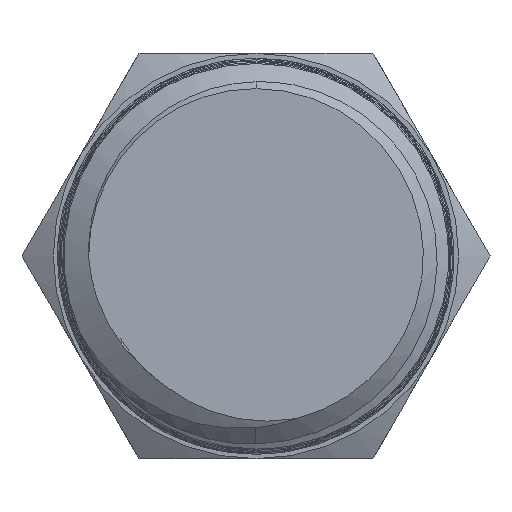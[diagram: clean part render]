
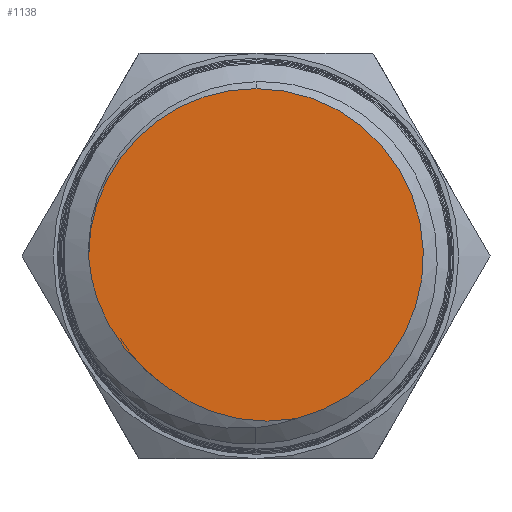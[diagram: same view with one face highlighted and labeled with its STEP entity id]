
A CAD part, front view. The second image highlights one B-rep face of the part: STEP entity #1138.
In plain terms, the highlighted planar face has unit normal (0, -1, 0).
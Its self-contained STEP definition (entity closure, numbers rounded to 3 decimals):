
#1 = CARTESIAN_POINT ( 'NONE',  ( -5.051, 0., -2.442 ) ) ;
#22 = CARTESIAN_POINT ( 'NONE',  ( -2.896, 0., -4.65 ) ) ;
#49 = CARTESIAN_POINT ( 'NONE',  ( 0., 0., 0. ) ) ;
#128 = AXIS2_PLACEMENT_3D ( 'NONE', #512, #3112, #2697 ) ;
#197 = ORIENTED_EDGE ( 'NONE', *, *, #1827, .T. ) ;
#245 = CARTESIAN_POINT ( 'NONE',  ( -1.23, 0., -5.473 ) ) ;
#270 = AXIS2_PLACEMENT_3D ( 'NONE', #754, #769, #801 ) ;
#303 = VERTEX_POINT ( 'NONE', #3603 ) ;
#314 = CARTESIAN_POINT ( 'NONE',  ( -3.268, 0., -4.419 ) ) ;
#415 = CARTESIAN_POINT ( 'NONE',  ( -3.611, 0., -4.143 ) ) ;
#425 = B_SPLINE_CURVE_WITH_KNOTS ( 'NONE', 3,
 ( #3431, #3871, #2149, #5166, #2575, #1, #3018, #434, #3447, #873, #3891, #1299 ),
 .UNSPECIFIED., .F., .F.,
 ( 4, 2, 2, 2, 2, 4 ),
 ( 0., 0.001, 0.002, 0.002, 0.003, 0.004 ),
 .UNSPECIFIED. ) ;
#434 = CARTESIAN_POINT ( 'NONE',  ( -5.377, 0., -1.796 ) ) ;
#438 = CARTESIAN_POINT ( 'NONE',  ( -3.917, 0., -3.83 ) ) ;
#512 = CARTESIAN_POINT ( 'NONE',  ( 0., 0., 0. ) ) ;
#690 = CARTESIAN_POINT ( 'NONE',  ( -1.76, 0., -5.286 ) ) ;
#754 = CARTESIAN_POINT ( 'NONE',  ( 0., 0., 0. ) ) ;
#769 = DIRECTION ( 'NONE',  ( 0., -1., 0. ) ) ;
#801 = DIRECTION ( 'NONE',  ( 0., 0., 1. ) ) ;
#873 = CARTESIAN_POINT ( 'NONE',  ( -5.692, 0., -0.766 ) ) ;
#1119 = CARTESIAN_POINT ( 'NONE',  ( -2.591, 0., -4.871 ) ) ;
#1138 = ADVANCED_FACE ( 'NONE', ( #5125 ), #4882, .F. ) ;
#1154 = EDGE_CURVE ( 'NONE', #1975, #2726, #4714, .T. ) ;
#1213 = B_SPLINE_CURVE_WITH_KNOTS ( 'NONE', 3,
 ( #4537, #1523, #4972, #2400, #5410, #2828, #245, #3272, #690, #3708, #1119, #4135 ),
 .UNSPECIFIED., .F., .F.,
 ( 4, 2, 2, 2, 2, 4 ),
 ( 0.003, 0.004, 0.006, 0.006, 0.007, 0.008 ),
 .UNSPECIFIED. ) ;
#1299 = CARTESIAN_POINT ( 'NONE',  ( -5.782, 0., -0.047 ) ) ;
#1332 = CARTESIAN_POINT ( 'NONE',  ( 1.357, 0., -5.62 ) ) ;
#1349 = DIRECTION ( 'NONE',  ( 0., -1., 0. ) ) ;
#1495 = DIRECTION ( 'NONE',  ( 0., 0., 1. ) ) ;
#1523 = CARTESIAN_POINT ( 'NONE',  ( 0.991, 0., -5.684 ) ) ;
#1673 = CARTESIAN_POINT ( 'NONE',  ( -2.896, 0., -4.65 ) ) ;
#1702 = VERTEX_POINT ( 'NONE', #1673 ) ;
#1752 = EDGE_LOOP ( 'NONE', ( #2208, #2010, #4627, #197, #4765 ) ) ;
#1808 = EDGE_CURVE ( 'NONE', #1702, #303, #4847, .T. ) ;
#1827 = EDGE_CURVE ( 'NONE', #2792, #1975, #4813, .T. ) ;
#1975 = VERTEX_POINT ( 'NONE', #2544 ) ;
#2010 = ORIENTED_EDGE ( 'NONE', *, *, #1808, .F. ) ;
#2149 = CARTESIAN_POINT ( 'NONE',  ( -4.433, 0., -3.325 ) ) ;
#2208 = ORIENTED_EDGE ( 'NONE', *, *, #5085, .F. ) ;
#2400 = CARTESIAN_POINT ( 'NONE',  ( -0.133, 0., -5.693 ) ) ;
#2544 = CARTESIAN_POINT ( 'NONE',  ( 0., 0., 5.782 ) ) ;
#2575 = CARTESIAN_POINT ( 'NONE',  ( -4.861, 0., -2.749 ) ) ;
#2697 = DIRECTION ( 'NONE',  ( 0., 0., 1. ) ) ;
#2726 = VERTEX_POINT ( 'NONE', #4595 ) ;
#2792 = VERTEX_POINT ( 'NONE', #1332 ) ;
#2828 = CARTESIAN_POINT ( 'NONE',  ( -1.048, 0., -5.524 ) ) ;
#3018 = CARTESIAN_POINT ( 'NONE',  ( -5.139, 0., -2.282 ) ) ;
#3112 = DIRECTION ( 'NONE',  ( 0., 1., 0. ) ) ;
#3272 = CARTESIAN_POINT ( 'NONE',  ( -1.586, 0., -5.354 ) ) ;
#3431 = CARTESIAN_POINT ( 'NONE',  ( -3.917, 0., -3.83 ) ) ;
#3447 = CARTESIAN_POINT ( 'NONE',  ( -5.503, 0., -1.46 ) ) ;
#3553 = EDGE_CURVE ( 'NONE', #2792, #1702, #1213, .T. ) ;
#3603 = CARTESIAN_POINT ( 'NONE',  ( -3.917, 0., -3.83 ) ) ;
#3708 = CARTESIAN_POINT ( 'NONE',  ( -2.268, 0., -5.057 ) ) ;
#3871 = CARTESIAN_POINT ( 'NONE',  ( -4.19, 0., -3.589 ) ) ;
#3891 = CARTESIAN_POINT ( 'NONE',  ( -5.754, 0., -0.405 ) ) ;
#4135 = CARTESIAN_POINT ( 'NONE',  ( -2.896, 0., -4.65 ) ) ;
#4537 = CARTESIAN_POINT ( 'NONE',  ( 1.357, 0., -5.62 ) ) ;
#4595 = CARTESIAN_POINT ( 'NONE',  ( -5.782, 0., -0.047 ) ) ;
#4627 = ORIENTED_EDGE ( 'NONE', *, *, #3553, .F. ) ;
#4714 = CIRCLE ( 'NONE', #5431, 5.782 ) ;
#4765 = ORIENTED_EDGE ( 'NONE', *, *, #1154, .T. ) ;
#4813 = CIRCLE ( 'NONE', #270, 5.782 ) ;
#4847 = B_SPLINE_CURVE_WITH_KNOTS ( 'NONE', 3,
 ( #22, #314, #415, #438 ),
 .UNSPECIFIED., .F., .F.,
 ( 4, 4 ),
 ( 0., 0.001 ),
 .UNSPECIFIED. ) ;
#4882 = PLANE ( 'NONE',  #128 ) ;
#4972 = CARTESIAN_POINT ( 'NONE',  ( 0.612, 0., -5.712 ) ) ;
#5085 = EDGE_CURVE ( 'NONE', #303, #2726, #425, .T. ) ;
#5125 = FACE_OUTER_BOUND ( 'NONE', #1752, .T. ) ;
#5166 = CARTESIAN_POINT ( 'NONE',  ( -4.759, 0., -2.897 ) ) ;
#5410 = CARTESIAN_POINT ( 'NONE',  ( -0.502, 0., -5.648 ) ) ;
#5431 = AXIS2_PLACEMENT_3D ( 'NONE', #49, #1349, #1495 ) ;
